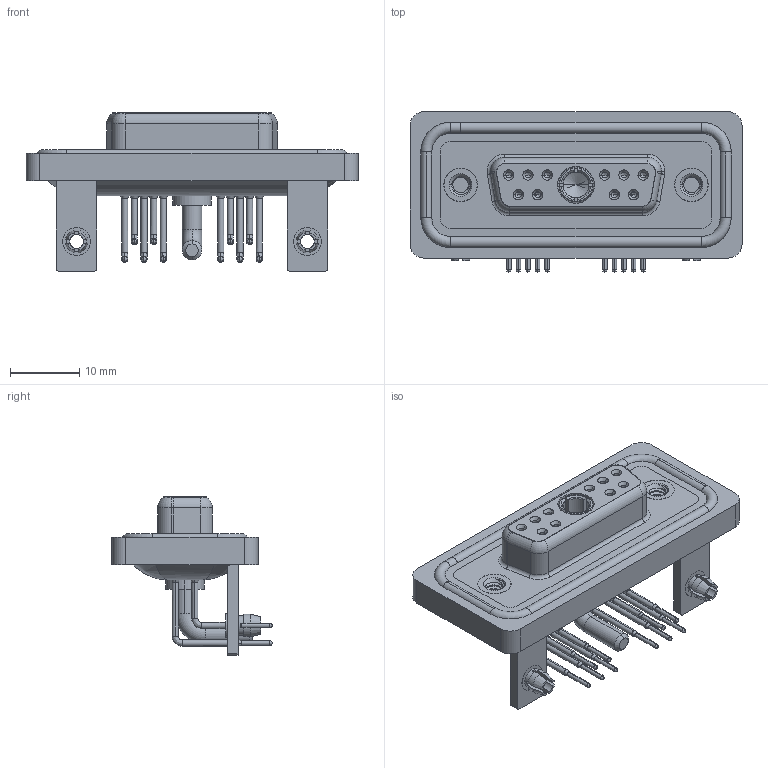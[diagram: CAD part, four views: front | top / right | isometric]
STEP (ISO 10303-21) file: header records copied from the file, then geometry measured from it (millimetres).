
FILE_DESCRIPTION (( 'STEP AP203' ), '1' );
FILE_NAME ('630W11W1340-2N3.STEP', '2024-04-12T00:00:36', ( '' ), ( '' ), 'SwSTEP 2.0', 'SolidWorks 2023', '' );
FILE_SCHEMA (( 'CONFIG_CONTROL_DESIGN' ));
Length unit declared in the file: millimetre
Products named in the file (11): 630Combo Threaded Rivet_2; 630Combo Shell Front_15 Contacts; 630Combo Board Lock_50 Contacts; 630Combo Contact Row 2_50 Contacts; Power Socket_20A RA; 630Combo Contact Row 1_50 Contacts; 630Combo Shell Rear_15 Contacts; 630Combo Housing_11W1; 630Combo Waterproof Housing_15 Contacts; 630W11W1340-2N3; 630Combo Stabilizer Bracket_50 Contacts
Assembly tree (21 placements, depth 2):
  630W11W1340-2N3
    630Combo Housing_11W1
    630Combo Shell Front_15 Contacts
    630Combo Shell Rear_15 Contacts
    630Combo Threaded Rivet_2  x2
    630Combo Stabilizer Bracket_50 Contacts  x2
    630Combo Board Lock_50 Contacts  x2
    Power Socket_20A RA
    630Combo Contact Row 1_50 Contacts  x6
    630Combo Contact Row 2_50 Contacts  x4
    630Combo Waterproof Housing_15 Contacts
Bounding box: 47.9 x 23.12 x 22.8 mm (x, y, z)
Volume: 6620.4 mm3; surface area: 11416.6 mm2
Topology: 23 solids, 23 shells, 1134 faces, 2885 edges, 1825 vertices
Faces by surface type: cylinder 499, plane 352, cone 155, torus 77, bspline 51
Entity records: 24804 total; most frequent: CARTESIAN_POINT 6036, DIRECTION 3872, ORIENTED_EDGE 3492, EDGE_CURVE 1746, AXIS2_PLACEMENT_3D 1564, VERTEX_POINT 1115, CIRCLE 845, EDGE_LOOP 811
